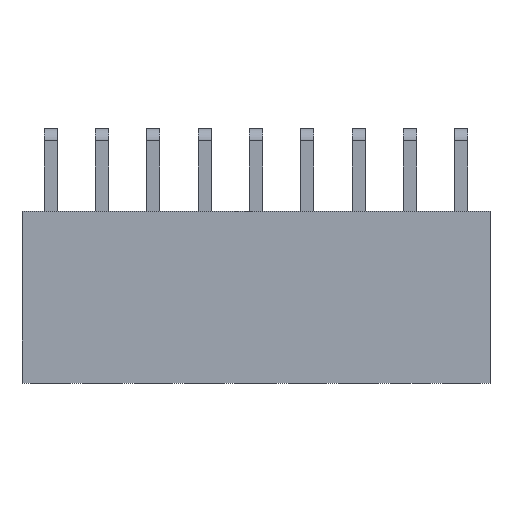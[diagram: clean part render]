
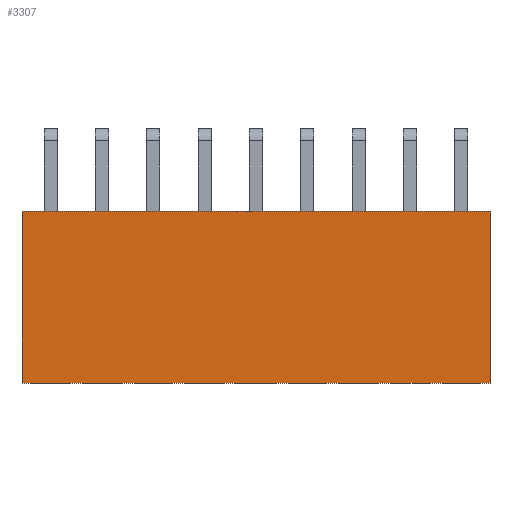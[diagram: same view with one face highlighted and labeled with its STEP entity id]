
A CAD part, top view. The second image highlights one B-rep face of the part: STEP entity #3307.
In plain terms, the highlighted planar face has unit normal (0, 0, 1).
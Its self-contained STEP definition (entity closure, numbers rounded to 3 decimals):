
#3307=ADVANCED_FACE('',(#11013),#11015,.T.);
#11013=FACE_BOUND('',#11014,.T.);
#11014=EDGE_LOOP('',(#17142,#17143,#17144,#17145));
#11015=PLANE('',#11016);
#11016=AXIS2_PLACEMENT_3D('',#11017,#11018,#11019);
#11017=CARTESIAN_POINT('',(21.74,-9.86,5.));
#11018=DIRECTION('',(0.,-0.,1.));
#11019=DIRECTION('',(0.,1.,0.));
#17142=ORIENTED_EDGE('',*,*,#21370,.T.);
#17143=ORIENTED_EDGE('',*,*,#21399,.T.);
#17144=ORIENTED_EDGE('',*,*,#21378,.F.);
#17145=ORIENTED_EDGE('',*,*,#21445,.F.);
#21370=EDGE_CURVE('',#24657,#24655,#24658,.T.);
#21378=EDGE_CURVE('',#24669,#24671,#24672,.T.);
#21399=EDGE_CURVE('',#24655,#24671,#24707,.T.);
#21445=EDGE_CURVE('',#24657,#24669,#24757,.T.);
#24655=VERTEX_POINT('',#30937);
#24657=VERTEX_POINT('',#30941);
#24658=LINE('',#30942,#30943);
#24669=VERTEX_POINT('',#30967);
#24671=VERTEX_POINT('',#30971);
#24672=LINE('',#30972,#30973);
#24707=LINE('',#31049,#31050);
#24757=LINE('',#31191,#31192);
#30937=CARTESIAN_POINT('',(21.74,-1.36,5.));
#30941=CARTESIAN_POINT('',(21.74,-9.86,5.));
#30942=CARTESIAN_POINT('',(21.74,-9.86,5.));
#30943=VECTOR('',#30944,1.);
#30944=DIRECTION('',(0.,1.,0.));
#30967=CARTESIAN_POINT('',(-1.42,-9.86,5.));
#30971=CARTESIAN_POINT('',(-1.42,-1.36,5.));
#30972=CARTESIAN_POINT('',(-1.42,-9.86,5.));
#30973=VECTOR('',#30974,1.);
#30974=DIRECTION('',(0.,1.,0.));
#31049=CARTESIAN_POINT('',(21.74,-1.36,5.));
#31050=VECTOR('',#31051,1.);
#31051=DIRECTION('',(-1.,0.,0.));
#31191=CARTESIAN_POINT('',(21.74,-9.86,5.));
#31192=VECTOR('',#31193,1.);
#31193=DIRECTION('',(-1.,0.,0.));
